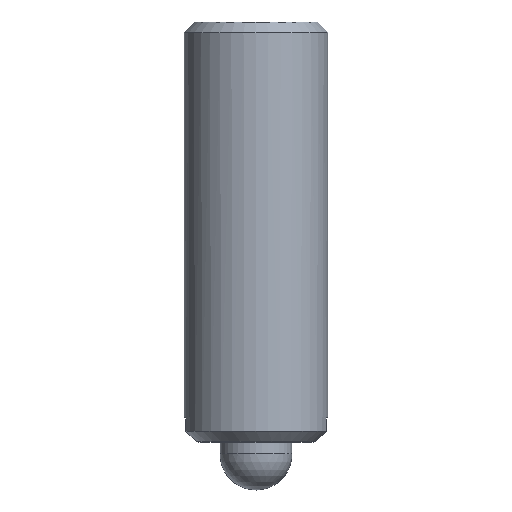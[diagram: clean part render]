
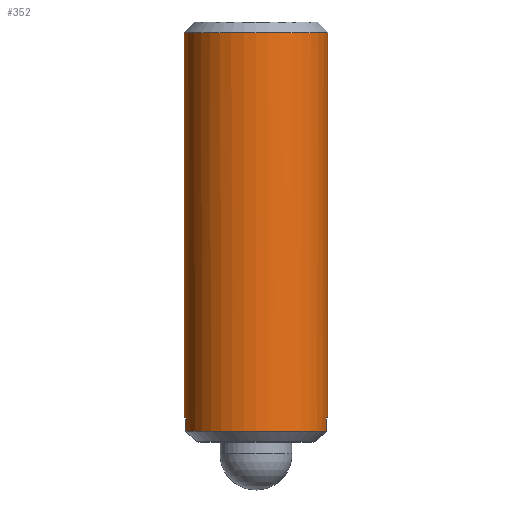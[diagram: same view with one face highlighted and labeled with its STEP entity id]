
A CAD part, front view. The second image highlights one B-rep face of the part: STEP entity #352.
In plain terms, the highlighted cylindrical face has radius 6 mm (diameter 12 mm), a partial arc.
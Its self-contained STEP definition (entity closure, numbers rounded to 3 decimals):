
#232=VERTEX_POINT('',#630);
#244=EDGE_CURVE('',#416,#404,#645,.T.);
#252=EDGE_CURVE('',#232,#416,#654,.T.);
#352=ADVANCED_FACE('',(#763),#764,.T.);
#386=VERTEX_POINT('',#804);
#392=VERTEX_POINT('',#810);
#404=VERTEX_POINT('',#823);
#416=VERTEX_POINT('',#836);
#436=EDGE_CURVE('',#488,#232,#858,.T.);
#454=EDGE_CURVE('',#514,#386,#876,.T.);
#462=VERTEX_POINT('',#884);
#488=VERTEX_POINT('',#915);
#490=EDGE_CURVE('',#488,#514,#917,.T.);
#514=VERTEX_POINT('',#945);
#528=EDGE_CURVE('',#462,#392,#961,.T.);
#566=EDGE_CURVE('',#386,#462,#1002,.T.);
#578=EDGE_CURVE('',#392,#404,#1015,.T.);
#630=CARTESIAN_POINT('',(-6.0,0.,38.1));
#645=LINE('',#1093,#1094);
#654=CIRCLE('',#1105,6.0);
#763=FACE_OUTER_BOUND('',#1287,.T.);
#764=CYLINDRICAL_SURFACE('',#1288,6.0);
#804=CARTESIAN_POINT('',(-5.846,-1.35,4.9));
#810=CARTESIAN_POINT('',(5.846,-1.35,6.0));
#823=CARTESIAN_POINT('',(6.0,0.,6.0));
#836=CARTESIAN_POINT('',(6.0,0.,38.1));
#858=LINE('',#1431,#1432);
#876=LINE('',#1458,#1459);
#884=CARTESIAN_POINT('',(5.846,-1.35,4.9));
#915=CARTESIAN_POINT('',(-6.0,0.,6.0));
#917=CIRCLE('',#1517,6.0);
#945=CARTESIAN_POINT('',(-5.846,-1.35,6.0));
#961=LINE('',#1581,#1582);
#1002=CIRCLE('',#1648,6.0);
#1015=CIRCLE('',#1668,6.0);
#1093=CARTESIAN_POINT('',(6.0,0.,21.5));
#1094=VECTOR('',#1770,1.0);
#1105=AXIS2_PLACEMENT_3D('',#1782,#1783,#1784);
#1287=EDGE_LOOP('',(#1890,#1891,#1892,#1893,#1894,#1895,#1896,#1897));
#1288=AXIS2_PLACEMENT_3D('',#1898,#1899,#1900);
#1431=CARTESIAN_POINT('',(-6.0,0.,21.5));
#1432=VECTOR('',#2011,1.0);
#1458=CARTESIAN_POINT('',(-5.846,-1.35,21.5));
#1459=VECTOR('',#2018,1.0);
#1517=AXIS2_PLACEMENT_3D('',#2054,#2055,#2056);
#1581=CARTESIAN_POINT('',(5.846,-1.35,21.5));
#1582=VECTOR('',#2129,1.0);
#1648=AXIS2_PLACEMENT_3D('',#2168,#2169,#2170);
#1668=AXIS2_PLACEMENT_3D('',#2182,#2183,#2184);
#1770=DIRECTION('',(0.,0.,-1.0));
#1782=CARTESIAN_POINT('',(0.,0.,38.1));
#1783=DIRECTION('',(0.,0.,1.0));
#1784=DIRECTION('',(-1.0,0.,0.));
#1890=ORIENTED_EDGE('',*,*,#436,.F.);
#1891=ORIENTED_EDGE('',*,*,#490,.T.);
#1892=ORIENTED_EDGE('',*,*,#454,.T.);
#1893=ORIENTED_EDGE('',*,*,#566,.T.);
#1894=ORIENTED_EDGE('',*,*,#528,.T.);
#1895=ORIENTED_EDGE('',*,*,#578,.T.);
#1896=ORIENTED_EDGE('',*,*,#244,.F.);
#1897=ORIENTED_EDGE('',*,*,#252,.F.);
#1898=CARTESIAN_POINT('',(0.,0.,21.5));
#1899=DIRECTION('',(0.,0.,-1.0));
#1900=DIRECTION('',(-1.0,0.,0.));
#2011=DIRECTION('',(0.,0.,1.0));
#2018=DIRECTION('',(0.,0.,-1.0));
#2054=CARTESIAN_POINT('',(0.,0.,6.0));
#2055=DIRECTION('',(0.,0.,1.0));
#2056=DIRECTION('',(-1.0,0.,0.));
#2129=DIRECTION('',(0.,0.,1.0));
#2168=CARTESIAN_POINT('',(0.,0.,4.9));
#2169=DIRECTION('',(0.,0.,1.0));
#2170=DIRECTION('',(-1.0,0.,0.));
#2182=CARTESIAN_POINT('',(0.,0.,6.0));
#2183=DIRECTION('',(0.,0.,1.0));
#2184=DIRECTION('',(-1.0,0.,0.));
